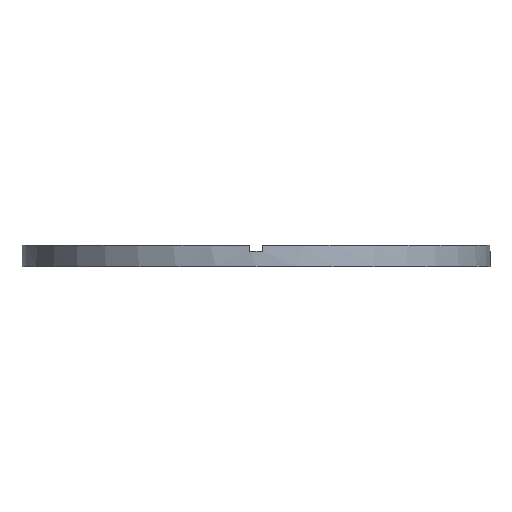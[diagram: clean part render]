
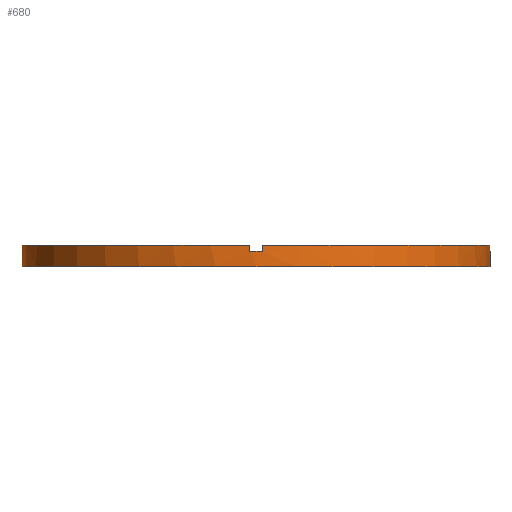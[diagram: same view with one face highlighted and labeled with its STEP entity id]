
A CAD part, front view. The second image highlights one B-rep face of the part: STEP entity #680.
In plain terms, the highlighted cylindrical face has radius 38 mm (diameter 76 mm), a partial arc.
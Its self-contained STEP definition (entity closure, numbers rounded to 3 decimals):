
#7 = DIRECTION ( 'NONE',  ( 0., 0., 1. ) ) ;
#9 = DIRECTION ( 'NONE',  ( 0., 0., -1. ) ) ;
#13 = DIRECTION ( 'NONE',  ( 1., 0., 0. ) ) ;
#18 = CARTESIAN_POINT ( 'NONE',  ( 37.987, -1., 3.5 ) ) ;
#19 = DIRECTION ( 'NONE',  ( 0., 0., 1. ) ) ;
#35 = CARTESIAN_POINT ( 'NONE',  ( -37.987, -1., 3.5 ) ) ;
#42 = CARTESIAN_POINT ( 'NONE',  ( -1., -37.987, 3.5 ) ) ;
#52 = EDGE_CURVE ( 'NONE', #423, #750, #185, .T. ) ;
#53 = CYLINDRICAL_SURFACE ( 'NONE', #528, 38. ) ;
#57 = FACE_OUTER_BOUND ( 'NONE', #111, .T. ) ;
#62 = CARTESIAN_POINT ( 'NONE',  ( -38., 0., 2.5 ) ) ;
#68 = EDGE_CURVE ( 'NONE', #141, #713, #451, .T. ) ;
#69 = AXIS2_PLACEMENT_3D ( 'NONE', #519, #371, #576 ) ;
#100 = ORIENTED_EDGE ( 'NONE', *, *, #175, .F. ) ;
#103 = CARTESIAN_POINT ( 'NONE',  ( -1., -37.987, 3.5 ) ) ;
#111 = EDGE_LOOP ( 'NONE', ( #730, #662, #705, #593, #670, #100, #481, #143, #409, #757, #453, #195 ) ) ;
#112 = DIRECTION ( 'NONE',  ( 0., 0., 1. ) ) ;
#115 = CARTESIAN_POINT ( 'NONE',  ( 1., -37.987, 2.5 ) ) ;
#127 = DIRECTION ( 'NONE',  ( 1., 0., 0. ) ) ;
#136 = CARTESIAN_POINT ( 'NONE',  ( 0., 0., 3.5 ) ) ;
#141 = VERTEX_POINT ( 'NONE', #210 ) ;
#143 = ORIENTED_EDGE ( 'NONE', *, *, #416, .F. ) ;
#166 = DIRECTION ( 'NONE',  ( 0., 0., 1. ) ) ;
#167 = CARTESIAN_POINT ( 'NONE',  ( -37.987, -1., 2.5 ) ) ;
#169 = DIRECTION ( 'NONE',  ( 1., 0., 0. ) ) ;
#175 = EDGE_CURVE ( 'NONE', #423, #610, #459, .T. ) ;
#180 = DIRECTION ( 'NONE',  ( 1., 0., 0. ) ) ;
#181 = VECTOR ( 'NONE', #687, 1000. ) ;
#183 = LINE ( 'NONE', #547, #221 ) ;
#185 = LINE ( 'NONE', #103, #181 ) ;
#187 = AXIS2_PLACEMENT_3D ( 'NONE', #357, #527, #180 ) ;
#191 = VERTEX_POINT ( 'NONE', #313 ) ;
#192 = DIRECTION ( 'NONE',  ( 0., 0., -1. ) ) ;
#193 = CARTESIAN_POINT ( 'NONE',  ( 0., 0., 3.5 ) ) ;
#195 = ORIENTED_EDGE ( 'NONE', *, *, #465, .T. ) ;
#201 = VERTEX_POINT ( 'NONE', #740 ) ;
#210 = CARTESIAN_POINT ( 'NONE',  ( 1., -37.987, 3.5 ) ) ;
#211 = CARTESIAN_POINT ( 'NONE',  ( -1., -37.987, 2.5 ) ) ;
#221 = VECTOR ( 'NONE', #537, 1000. ) ;
#229 = VERTEX_POINT ( 'NONE', #62 ) ;
#234 = EDGE_CURVE ( 'NONE', #229, #746, #462, .T. ) ;
#237 = EDGE_CURVE ( 'NONE', #201, #713, #183, .T. ) ;
#242 = CARTESIAN_POINT ( 'NONE',  ( -38., 0., 3.5 ) ) ;
#263 = AXIS2_PLACEMENT_3D ( 'NONE', #136, #112, #13 ) ;
#264 = EDGE_CURVE ( 'NONE', #621, #191, #475, .T. ) ;
#267 = DIRECTION ( 'NONE',  ( 1., 0., 0. ) ) ;
#269 = DIRECTION ( 'NONE',  ( -1., 0., 0. ) ) ;
#283 = CARTESIAN_POINT ( 'NONE',  ( 0., 0., 2.5 ) ) ;
#291 = DIRECTION ( 'NONE',  ( 0., 0., -1. ) ) ;
#302 = CIRCLE ( 'NONE', #510, 38. ) ;
#313 = CARTESIAN_POINT ( 'NONE',  ( 38., 0., 0. ) ) ;
#314 = EDGE_CURVE ( 'NONE', #229, #408, #302, .T. ) ;
#326 = LINE ( 'NONE', #35, #329 ) ;
#329 = VECTOR ( 'NONE', #404, 1000. ) ;
#330 = CIRCLE ( 'NONE', #187, 38. ) ;
#351 = CIRCLE ( 'NONE', #702, 38. ) ;
#357 = CARTESIAN_POINT ( 'NONE',  ( 0., 0., 0. ) ) ;
#360 = EDGE_CURVE ( 'NONE', #141, #610, #552, .T. ) ;
#371 = DIRECTION ( 'NONE',  ( 0., 0., 1. ) ) ;
#378 = AXIS2_PLACEMENT_3D ( 'NONE', #488, #7, #267 ) ;
#390 = CARTESIAN_POINT ( 'NONE',  ( -37.987, -1., 3.5 ) ) ;
#398 = VERTEX_POINT ( 'NONE', #390 ) ;
#404 = DIRECTION ( 'NONE',  ( 0., 0., -1. ) ) ;
#408 = VERTEX_POINT ( 'NONE', #167 ) ;
#409 = ORIENTED_EDGE ( 'NONE', *, *, #461, .T. ) ;
#416 = EDGE_CURVE ( 'NONE', #398, #750, #562, .T. ) ;
#423 = VERTEX_POINT ( 'NONE', #211 ) ;
#439 = DIRECTION ( 'NONE',  ( 0., 0., -1. ) ) ;
#451 = CIRCLE ( 'NONE', #263, 38. ) ;
#453 = ORIENTED_EDGE ( 'NONE', *, *, #234, .T. ) ;
#459 = CIRCLE ( 'NONE', #378, 38. ) ;
#461 = EDGE_CURVE ( 'NONE', #398, #408, #326, .T. ) ;
#462 = LINE ( 'NONE', #242, #690 ) ;
#465 = EDGE_CURVE ( 'NONE', #746, #191, #330, .T. ) ;
#475 = LINE ( 'NONE', #663, #738 ) ;
#481 = ORIENTED_EDGE ( 'NONE', *, *, #52, .T. ) ;
#488 = CARTESIAN_POINT ( 'NONE',  ( 0., 0., 2.5 ) ) ;
#510 = AXIS2_PLACEMENT_3D ( 'NONE', #761, #19, #169 ) ;
#519 = CARTESIAN_POINT ( 'NONE',  ( 0., 0., 3.5 ) ) ;
#527 = DIRECTION ( 'NONE',  ( 0., 0., 1. ) ) ;
#528 = AXIS2_PLACEMENT_3D ( 'NONE', #193, #9, #269 ) ;
#537 = DIRECTION ( 'NONE',  ( 0., 0., 1. ) ) ;
#547 = CARTESIAN_POINT ( 'NONE',  ( 37.987, -1., 3.5 ) ) ;
#552 = LINE ( 'NONE', #674, #564 ) ;
#562 = CIRCLE ( 'NONE', #69, 38. ) ;
#564 = VECTOR ( 'NONE', #192, 1000. ) ;
#576 = DIRECTION ( 'NONE',  ( 1., 0., 0. ) ) ;
#593 = ORIENTED_EDGE ( 'NONE', *, *, #68, .F. ) ;
#610 = VERTEX_POINT ( 'NONE', #115 ) ;
#621 = VERTEX_POINT ( 'NONE', #696 ) ;
#631 = CARTESIAN_POINT ( 'NONE',  ( -38., 0., 0. ) ) ;
#662 = ORIENTED_EDGE ( 'NONE', *, *, #741, .F. ) ;
#663 = CARTESIAN_POINT ( 'NONE',  ( 38., 0., 3.5 ) ) ;
#670 = ORIENTED_EDGE ( 'NONE', *, *, #360, .T. ) ;
#674 = CARTESIAN_POINT ( 'NONE',  ( 1., -37.987, 3.5 ) ) ;
#680 = ADVANCED_FACE ( 'NONE', ( #57 ), #53, .T. ) ;
#687 = DIRECTION ( 'NONE',  ( 0., 0., 1. ) ) ;
#690 = VECTOR ( 'NONE', #291, 1000. ) ;
#696 = CARTESIAN_POINT ( 'NONE',  ( 38., 0., 2.5 ) ) ;
#702 = AXIS2_PLACEMENT_3D ( 'NONE', #283, #166, #127 ) ;
#705 = ORIENTED_EDGE ( 'NONE', *, *, #237, .T. ) ;
#713 = VERTEX_POINT ( 'NONE', #18 ) ;
#730 = ORIENTED_EDGE ( 'NONE', *, *, #264, .F. ) ;
#738 = VECTOR ( 'NONE', #439, 1000. ) ;
#740 = CARTESIAN_POINT ( 'NONE',  ( 37.987, -1., 2.5 ) ) ;
#741 = EDGE_CURVE ( 'NONE', #201, #621, #351, .T. ) ;
#746 = VERTEX_POINT ( 'NONE', #631 ) ;
#750 = VERTEX_POINT ( 'NONE', #42 ) ;
#757 = ORIENTED_EDGE ( 'NONE', *, *, #314, .F. ) ;
#761 = CARTESIAN_POINT ( 'NONE',  ( 0., 0., 2.5 ) ) ;
